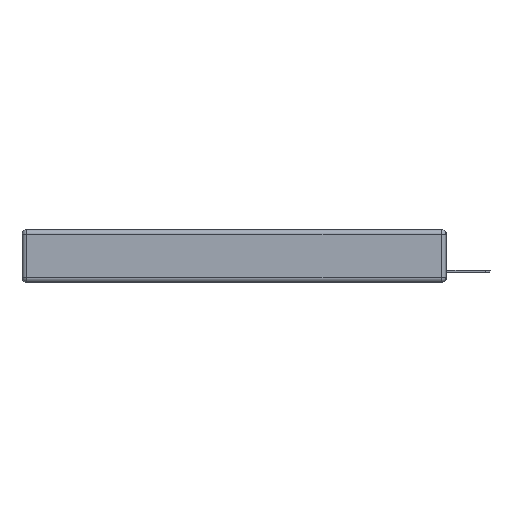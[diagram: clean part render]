
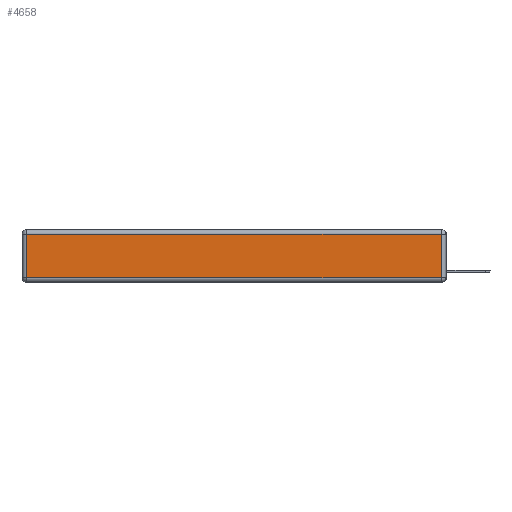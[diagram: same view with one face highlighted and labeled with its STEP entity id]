
A CAD part, left-side view. The second image highlights one B-rep face of the part: STEP entity #4658.
In plain terms, the highlighted planar face has unit normal (-1, 0, 0).
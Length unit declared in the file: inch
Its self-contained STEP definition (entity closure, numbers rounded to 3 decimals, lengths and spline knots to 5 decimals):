
#108 = ORIENTED_EDGE ( 'NONE', *, *, #1431, .T. ) ;
#344 = VECTOR ( 'NONE', #6908, 39.37008 ) ;
#969 = AXIS2_PLACEMENT_3D ( 'NONE', #10905, #11860, #4208 ) ;
#1198 = EDGE_CURVE ( 'NONE', #11227, #5906, #8648, .T. ) ;
#1431 = EDGE_CURVE ( 'NONE', #10252, #11227, #7757, .T. ) ;
#1798 = CARTESIAN_POINT ( 'NONE',  ( 0., 2.72, -0.313 ) ) ;
#2163 = EDGE_LOOP ( 'NONE', ( #10795, #108, #7041, #8841 ) ) ;
#2303 = PLANE ( 'NONE',  #969 ) ;
#2480 = LINE ( 'NONE', #9248, #5296 ) ;
#4208 = DIRECTION ( 'NONE',  ( 0., 0., 1. ) ) ;
#4316 = EDGE_CURVE ( 'NONE', #5906, #7760, #2480, .T. ) ;
#4553 = DIRECTION ( 'NONE',  ( 0., 0., -1. ) ) ;
#4658 = ADVANCED_FACE ( 'NONE', ( #6185 ), #2303, .T. ) ;
#5296 = VECTOR ( 'NONE', #4553, 39.37008 ) ;
#5906 = VERTEX_POINT ( 'NONE', #10261 ) ;
#6185 = FACE_OUTER_BOUND ( 'NONE', #2163, .T. ) ;
#6908 = DIRECTION ( 'NONE',  ( 0., 1., 0. ) ) ;
#7041 = ORIENTED_EDGE ( 'NONE', *, *, #1198, .T. ) ;
#7325 = VECTOR ( 'NONE', #9186, 39.37008 ) ;
#7757 = LINE ( 'NONE', #11986, #7325 ) ;
#7760 = VERTEX_POINT ( 'NONE', #1798 ) ;
#8039 = CARTESIAN_POINT ( 'NONE',  ( 0., 0.03, -0.313 ) ) ;
#8535 = CARTESIAN_POINT ( 'NONE',  ( 0., 0.03, -0.03 ) ) ;
#8648 = LINE ( 'NONE', #10704, #344 ) ;
#8841 = ORIENTED_EDGE ( 'NONE', *, *, #4316, .T. ) ;
#9092 = DIRECTION ( 'NONE',  ( 0., -1., 0. ) ) ;
#9186 = DIRECTION ( 'NONE',  ( 0., 0., 1. ) ) ;
#9217 = LINE ( 'NONE', #9890, #9961 ) ;
#9248 = CARTESIAN_POINT ( 'NONE',  ( 0., 2.72, -0.343 ) ) ;
#9890 = CARTESIAN_POINT ( 'NONE',  ( 0., 0., -0.313 ) ) ;
#9961 = VECTOR ( 'NONE', #9092, 39.37008 ) ;
#10252 = VERTEX_POINT ( 'NONE', #8039 ) ;
#10261 = CARTESIAN_POINT ( 'NONE',  ( 0., 2.72, -0.03 ) ) ;
#10704 = CARTESIAN_POINT ( 'NONE',  ( 0., 2.75, -0.03 ) ) ;
#10795 = ORIENTED_EDGE ( 'NONE', *, *, #10837, .T. ) ;
#10837 = EDGE_CURVE ( 'NONE', #7760, #10252, #9217, .T. ) ;
#10905 = CARTESIAN_POINT ( 'NONE',  ( 0., 0., -0.343 ) ) ;
#11227 = VERTEX_POINT ( 'NONE', #8535 ) ;
#11860 = DIRECTION ( 'NONE',  ( -1., 0., 0. ) ) ;
#11986 = CARTESIAN_POINT ( 'NONE',  ( 0., 0.03, -0.343 ) ) ;
